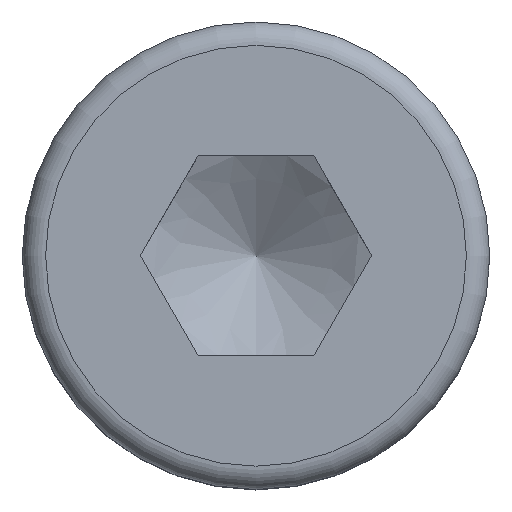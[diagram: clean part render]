
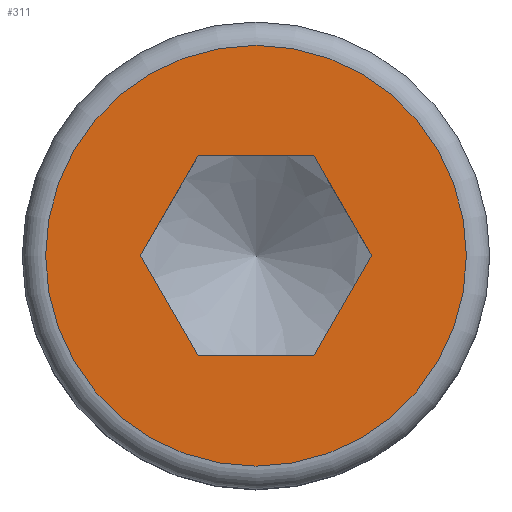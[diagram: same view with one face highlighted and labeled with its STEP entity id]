
A CAD part, top view. The second image highlights one B-rep face of the part: STEP entity #311.
In plain terms, the highlighted planar face has unit normal (0, 0, 1).
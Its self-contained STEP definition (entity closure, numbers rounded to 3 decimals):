
#17=FACE_BOUND('',#83,.T.);
#30=CIRCLE('',#360,3.15);
#31=CIRCLE('',#361,3.15);
#49=PLANE('',#359);
#64=FACE_OUTER_BOUND('',#82,.T.);
#82=EDGE_LOOP('',(#270,#271));
#83=EDGE_LOOP('',(#272,#273,#274,#275,#276,#277));
#90=LINE('',#499,#108);
#92=LINE('',#503,#110);
#94=LINE('',#507,#112);
#96=LINE('',#511,#114);
#98=LINE('',#515,#116);
#100=LINE('',#518,#118);
#108=VECTOR('',#379,1.);
#110=VECTOR('',#383,1.);
#112=VECTOR('',#387,1.);
#114=VECTOR('',#391,1.);
#116=VECTOR('',#395,1.);
#118=VECTOR('',#399,1.);
#139=VERTEX_POINT('',#496);
#140=VERTEX_POINT('',#498);
#141=VERTEX_POINT('',#502);
#142=VERTEX_POINT('',#506);
#143=VERTEX_POINT('',#510);
#144=VERTEX_POINT('',#514);
#156=VERTEX_POINT('',#552);
#157=VERTEX_POINT('',#553);
#172=EDGE_CURVE('',#140,#139,#90,.T.);
#174=EDGE_CURVE('',#141,#140,#92,.T.);
#176=EDGE_CURVE('',#142,#141,#94,.T.);
#178=EDGE_CURVE('',#143,#142,#96,.T.);
#180=EDGE_CURVE('',#144,#143,#98,.T.);
#182=EDGE_CURVE('',#139,#144,#100,.T.);
#198=EDGE_CURVE('',#156,#157,#30,.T.);
#199=EDGE_CURVE('',#157,#156,#31,.T.);
#270=ORIENTED_EDGE('',*,*,#198,.F.);
#271=ORIENTED_EDGE('',*,*,#199,.F.);
#272=ORIENTED_EDGE('',*,*,#172,.T.);
#273=ORIENTED_EDGE('',*,*,#182,.T.);
#274=ORIENTED_EDGE('',*,*,#180,.T.);
#275=ORIENTED_EDGE('',*,*,#178,.T.);
#276=ORIENTED_EDGE('',*,*,#176,.T.);
#277=ORIENTED_EDGE('',*,*,#174,.T.);
#311=ADVANCED_FACE('',(#64,#17),#49,.T.);
#359=AXIS2_PLACEMENT_3D('',#551,#438,#439);
#360=AXIS2_PLACEMENT_3D('',#554,#440,#441);
#361=AXIS2_PLACEMENT_3D('',#555,#442,#443);
#379=DIRECTION('',(-0.5,0.866,0.));
#383=DIRECTION('',(-1.,0.,0.));
#387=DIRECTION('',(-0.5,-0.866,0.));
#391=DIRECTION('',(0.5,-0.866,0.));
#395=DIRECTION('',(1.,0.,0.));
#399=DIRECTION('',(0.5,0.866,0.));
#438=DIRECTION('center_axis',(0.,0.,
1.));
#439=DIRECTION('ref_axis',(0.,-1.,0.));
#440=DIRECTION('center_axis',(0.,0.,-1.));
#441=DIRECTION('ref_axis',(0.,1.,0.));
#442=DIRECTION('center_axis',(0.,0.,-1.));
#443=DIRECTION('ref_axis',(0.,1.,0.));
#496=CARTESIAN_POINT('',(-1.732,0.,4.));
#498=CARTESIAN_POINT('',(-0.866,-1.5,4.));
#499=CARTESIAN_POINT('',(-1.64,-0.159,4.));
#502=CARTESIAN_POINT('',(0.866,-1.5,4.));
#503=CARTESIAN_POINT('',(0.,-1.5,4.));
#506=CARTESIAN_POINT('',(1.732,0.,4.));
#507=CARTESIAN_POINT('',(1.64,-0.159,4.));
#510=CARTESIAN_POINT('',(0.866,1.5,4.));
#511=CARTESIAN_POINT('',(0.958,1.341,4.));
#514=CARTESIAN_POINT('',(-0.866,1.5,4.));
#515=CARTESIAN_POINT('',(0.,1.5,4.));
#518=CARTESIAN_POINT('',(-0.958,1.341,4.));
#551=CARTESIAN_POINT('Origin',(0.,1.575,4.));
#552=CARTESIAN_POINT('',(0.,3.15,4.));
#553=CARTESIAN_POINT('',(3.15,0.,4.));
#554=CARTESIAN_POINT('Origin',(0.,0.,4.));
#555=CARTESIAN_POINT('Origin',(0.,0.,4.));
